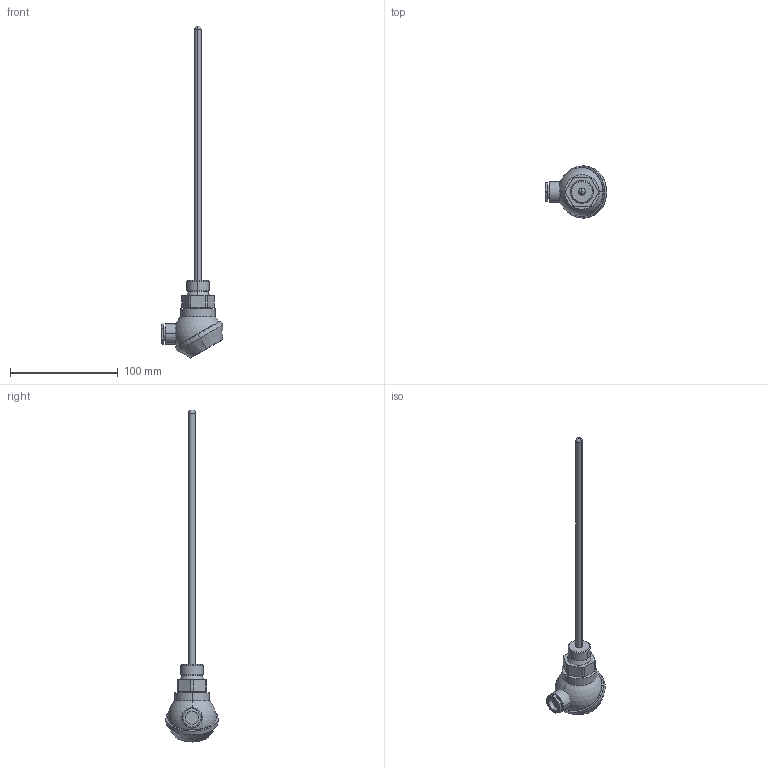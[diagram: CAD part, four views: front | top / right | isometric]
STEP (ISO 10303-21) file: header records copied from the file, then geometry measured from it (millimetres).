
FILE_DESCRIPTION((''),'2;1');
FILE_NAME('EMSU_SS_250MM_ASM','2023-03-29T13:36:45',('F36122'),('Danfoss'),'CREO PARAMETRIC BY PTC INC, 2020342','CREO PARAMETRIC BY PTC INC, 2020342','');
FILE_SCHEMA(('CONFIG_CONTROL_DESIGN'));
Length unit declared in the file: millimetre
Products named in the file (7): OVERDEL_1; PAKNING; OVERDEL_2; MOETRIK; FORSKRUNING_1_SS; ROER_250MM_SS; EMSU_SS_250MM_ASM
Assembly tree (6 placements, depth 2):
  EMSU_SS_250MM_ASM
    OVERDEL_1
    PAKNING
    OVERDEL_2
    MOETRIK
    FORSKRUNING_1_SS
    ROER_250MM_SS
Bounding box: 57.16 x 48.4 x 307.89 mm (x, y, z)
Volume: 72698.5 mm3; surface area: 24318.8 mm2
Topology: 6 solids, 8 shells, 88 faces, 197 edges, 126 vertices
Faces by surface type: cylinder 36, plane 30, cone 16, sphere 2, torus 2, bspline 2
Entity records: 2818 total; most frequent: CARTESIAN_POINT 602, DIRECTION 500, ORIENTED_EDGE 386, AXIS2_PLACEMENT_3D 212, EDGE_CURVE 197, VERTEX_POINT 126, CIRCLE 109, EDGE_LOOP 95
